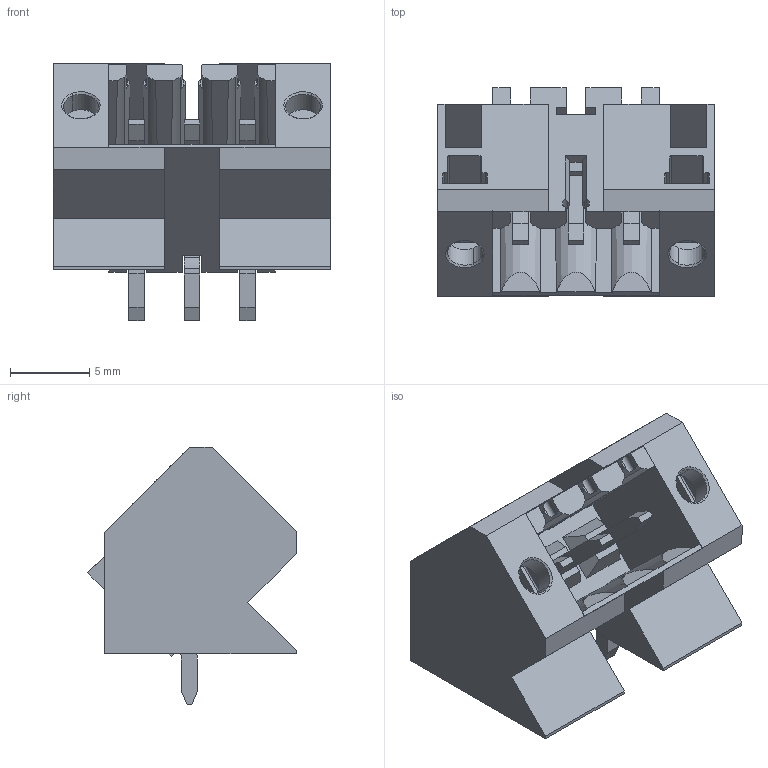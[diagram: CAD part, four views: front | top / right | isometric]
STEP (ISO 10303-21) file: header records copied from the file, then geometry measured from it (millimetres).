
FILE_DESCRIPTION(('CATIA V5 STEP Exchange','CAx-IF Rec.Pracs.--- Model Styling and Organization---1.2---2011-12-15'),'2;1');
FILE_NAME ('D1454198_0_1643340000_1643340000.stp','2018-10-10T08:18:38+00:00',('none'),('Weidmueller'),'CATIA Version 5-6 Release 2014','CATIA V5 STEP AP214','none');
FILE_SCHEMA(('AUTOMOTIVE_DESIGN { 1 0 10303 214 1 1 1 1 }'));
Length unit declared in the file: millimetre
Products named in the file (1): 1643340000
Bounding box: 17.5 x 13.15 x 16.23 mm (x, y, z)
Volume: 1125.7 mm3; surface area: 2230.5 mm2
Topology: 4 solids, 4 shells, 323 faces, 913 edges, 600 vertices
Faces by surface type: plane 267, cylinder 49, cone 7
Entity records: 9848 total; most frequent: CARTESIAN_POINT 2114, ORIENTED_EDGE 1826, DIRECTION 1222, EDGE_CURVE 913, VECTOR 749, LINE 749, VERTEX_POINT 600, EDGE_LOOP 335
